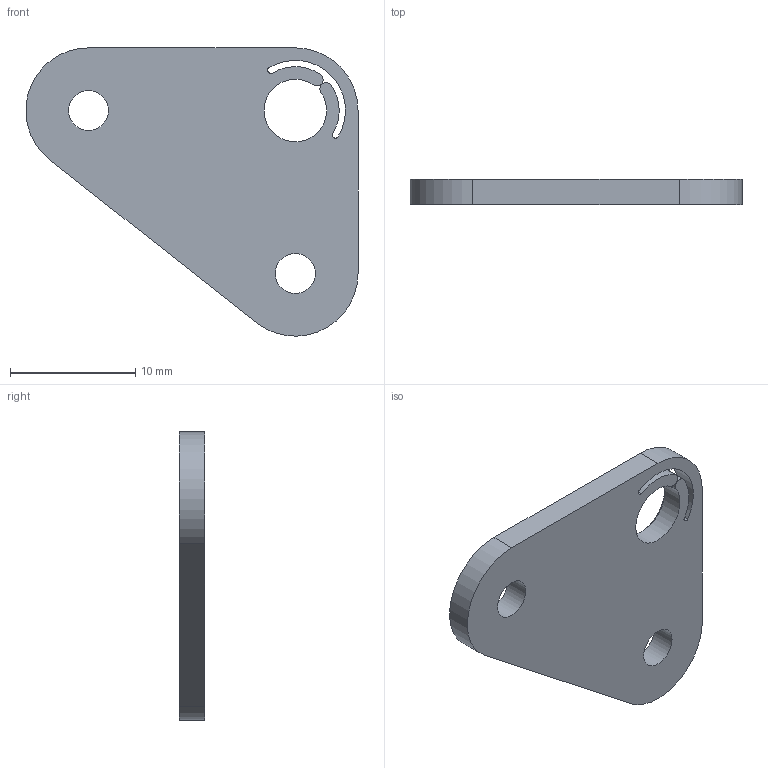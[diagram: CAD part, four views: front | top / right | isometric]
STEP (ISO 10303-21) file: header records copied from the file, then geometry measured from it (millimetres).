
FILE_DESCRIPTION(/* description */ (''),/* implementation_level */ '2;1');
FILE_NAME(/* name */ 'back_pulley_reinforcement_plate.stp',/* time_stamp */ '2024-05-30T02:41:13-07:00',/* author */ ('Micha'),/* organization */ (''),/* preprocessor_version */ 'ST-DEVELOPER v20',/* originating_system */ 'Autodesk Inventor 2024',/* authorisation */ '');
FILE_SCHEMA (('AUTOMOTIVE_DESIGN { 1 0 10303 214 3 1 1 }'));
Length unit declared in the file: millimetre
Products named in the file (1): back_pulley_reinforcement_plate_Right Corner Pulley Reinforcement Pla
te
Bounding box: 26.48 x 2 x 23 mm (x, y, z)
Volume: 793.1 mm3; surface area: 1069.5 mm2
Topology: 1 solids, 1 shells, 34 faces, 84 edges, 52 vertices
Faces by surface type: cylinder 15, cone 10, plane 9
Full cylindrical faces by diameter (mm): 3.2 x2
Entity records: 1076 total; most frequent: DIRECTION 194, CARTESIAN_POINT 171, ORIENTED_EDGE 168, EDGE_CURVE 84, AXIS2_PLACEMENT_3D 75, VERTEX_POINT 52, LINE 44, VECTOR 44
